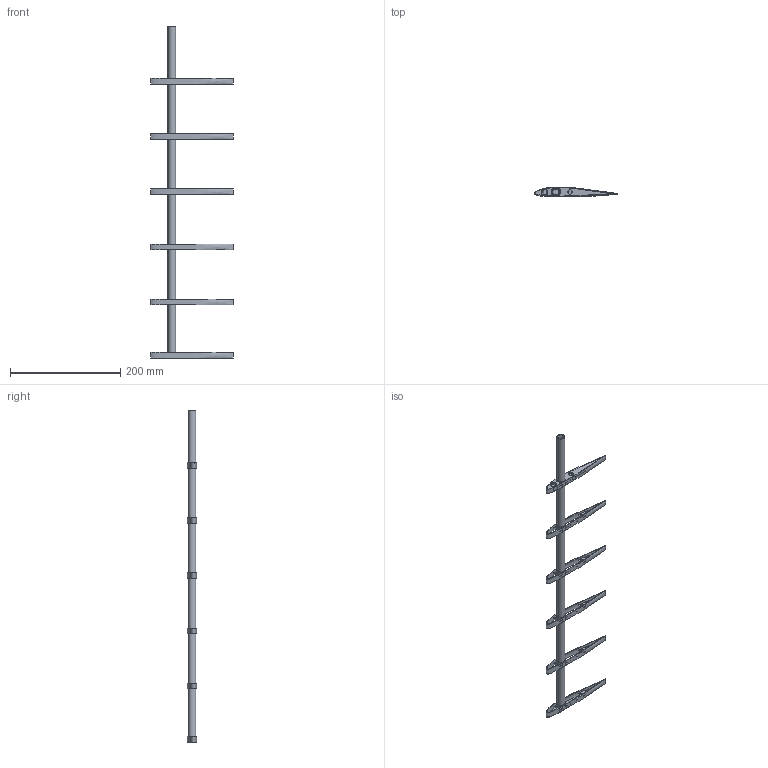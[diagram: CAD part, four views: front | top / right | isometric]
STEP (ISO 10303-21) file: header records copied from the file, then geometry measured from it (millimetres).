
FILE_DESCRIPTION(/* description */ (''),/* implementation_level */ '2;1');
FILE_NAME(/* name */ 'b28c132b-c1f7-4f84-a281-db01d762d4f8.stp',/* time_stamp */ '2019-01-08T14:34:18+00:00',/* author */ (''),/* organization */ (''),/* preprocessor_version */ 'ST-DEVELOPER v17.2',/* originating_system */ 'Autodesk Translation Framework v7.6.0.251',/* authorisation */ '');
FILE_SCHEMA (('AUTOMOTIVE_DESIGN { 1 0 10303 214 3 1 1 }'));
Length unit declared in the file: millimetre
Products named in the file (5): Simulation Model 1; 14mm x 600mm pvc pipe v1; wing 3 airfoil right end v1; wing 3 airfoil v1; wing 3 airfoil RIGHT START v3 v2
Assembly tree (7 placements, depth 2):
  Simulation Model 1
    14mm x 600mm pvc pipe v1
    wing 3 airfoil right end v1
    wing 3 airfoil v1  x4
    wing 3 airfoil RIGHT START v3 v2
Bounding box: 149.99 x 16.89 x 601 mm (x, y, z)
Volume: 44913.5 mm3; surface area: 99495.3 mm2
Topology: 7 solids, 7 shells, 230 faces, 706 edges, 490 vertices
Faces by surface type: plane 116, cylinder 60, bspline 54
Full cylindrical faces by diameter (mm): 2.2 x6, 5.2 x6, 6 x2, 8 x1, 12 x2, 14 x1, 14.2 x6
Entity records: 10932 total; most frequent: CARTESIAN_POINT 7676, ORIENTED_EDGE 750, DIRECTION 484, EDGE_CURVE 375, VERTEX_POINT 258, AXIS2_PLACEMENT_3D 192, B_SPLINE_CURVE_WITH_KNOTS 184, EDGE_LOOP 161
